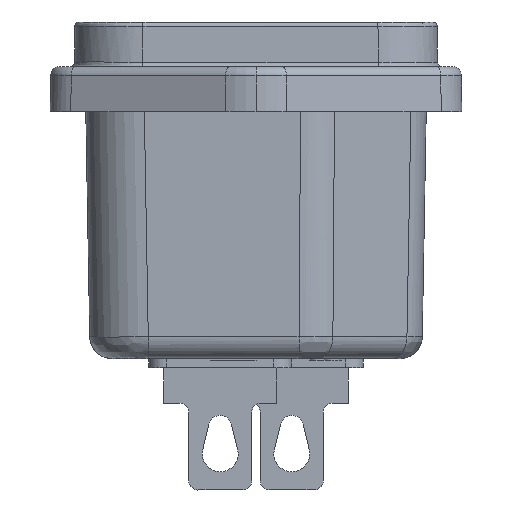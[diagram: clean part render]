
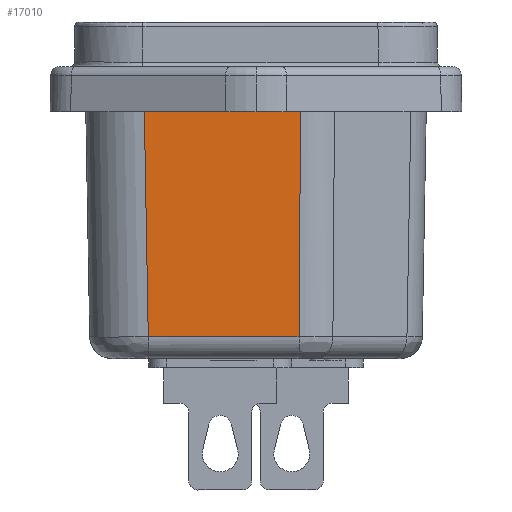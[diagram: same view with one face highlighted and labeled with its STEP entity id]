
A CAD part, left-side view. The second image highlights one B-rep face of the part: STEP entity #17010.
In plain terms, the highlighted face is planar.
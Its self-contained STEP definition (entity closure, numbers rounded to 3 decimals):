
#16620=CARTESIAN_POINT('',(0.111,14.209,0.));
#16630=DIRECTION('',(-1.,-0.017,-0.));
#16640=DIRECTION('',(-0.017,1.,0.));
#16650=AXIS2_PLACEMENT_3D('',#16620,#16630,#16640);
#16660=PLANE('',#16650);
#16670=CARTESIAN_POINT('',(-0.112,26.978,-8.826
));
#16680=DIRECTION('',(0.,0.,1.));
#16690=VECTOR('',#16680,1.);
#16700=LINE('',#16670,#16690);
#16710=CARTESIAN_POINT('',(-0.112,26.978,
-6.237));
#16720=VERTEX_POINT('',#16710);
#16730=CARTESIAN_POINT('',(-0.112,26.978,2.489))
;
#16740=VERTEX_POINT('',#16730);
#16750=EDGE_CURVE('',#16720,#16740,#16700,.T.);
#16760=ORIENTED_EDGE('',*,*,#16750,.F.);
#16770=CARTESIAN_POINT('',(0.316,2.452,
2.319));
#16780=DIRECTION('',(-0.017,1.,
0.007));
#16790=VECTOR('',#16780,1.);
#16800=LINE('',#16770,#16790);
#16810=CARTESIAN_POINT('',(0.107,14.407,
2.402));
#16820=VERTEX_POINT('',#16810);
#16830=EDGE_CURVE('',#16820,#16740,#16800,.T.);
#16840=ORIENTED_EDGE('',*,*,#16830,.T.);
#16850=CARTESIAN_POINT('',(0.107,14.407,0.));
#16860=DIRECTION('',(0.,0.,1.));
#16870=VECTOR('',#16860,1.);
#16880=LINE('',#16850,#16870);
#16890=CARTESIAN_POINT('',(0.107,14.407,
-6.018));
#16900=VERTEX_POINT('',#16890);
#16910=EDGE_CURVE('',#16900,#16820,#16880,.T.);
#16920=ORIENTED_EDGE('',*,*,#16910,.T.);
#16930=CARTESIAN_POINT('',(0.316,2.443,
-5.809));
#16940=DIRECTION('',(0.017,-1.,
0.017));
#16950=VECTOR('',#16940,1.);
#16960=LINE('',#16930,#16950);
#16970=EDGE_CURVE('',#16720,#16900,#16960,.T.);
#16980=ORIENTED_EDGE('',*,*,#16970,.T.);
#16990=EDGE_LOOP('',(#16980,#16920,#16840,#16760));
#17000=FACE_OUTER_BOUND('',#16990,.T.);
#17010=ADVANCED_FACE('',(#17000),#16660,.T.);
